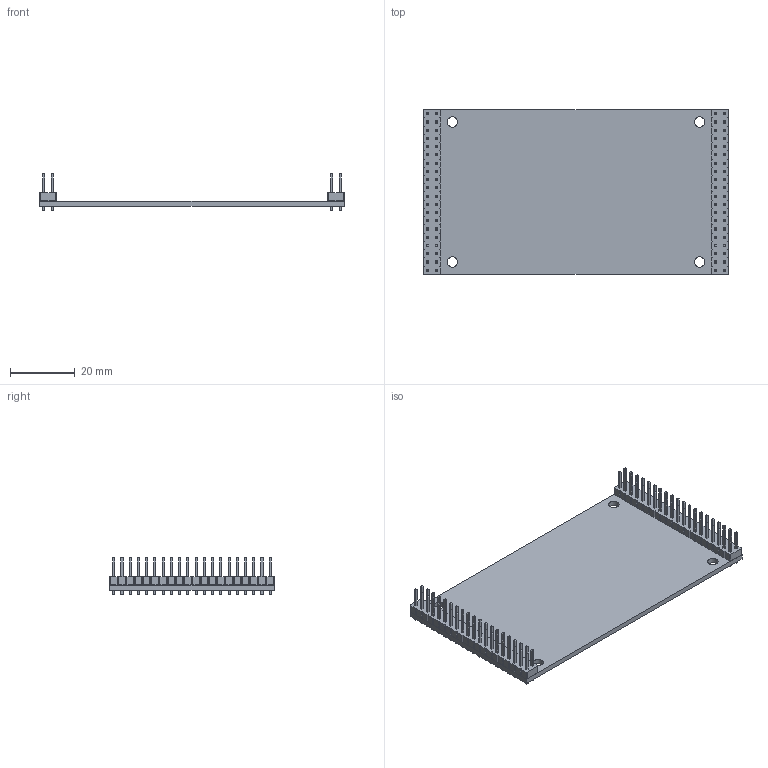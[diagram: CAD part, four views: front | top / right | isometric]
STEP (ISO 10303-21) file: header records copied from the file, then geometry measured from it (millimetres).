
FILE_DESCRIPTION(('KiCad electronic assembly'),'2;1');
FILE_NAME('ulx4m_bare.step','2020-01-13T19:47:44',('An Author'),( 'A Company'),'Open CASCADE STEP processor 6.9', 'KiCad to STEP converter','Unknown');
FILE_SCHEMA(('AUTOMOTIVE_DESIGN { 1 0 10303 214 1 1 1 1 }'));
Length unit declared in the file: millimetre
Products named in the file (4): Open CASCADE STEP translator 6.9 1; PinHeader_2x20_P2.54mm_Vertical; SOLID; COMPOUND
Assembly tree (4 placements, depth 3):
  Open CASCADE STEP translator 6.9 1
    PinHeader_2x20_P2.54mm_Vertical  x2
      SOLID
    COMPOUND
Bounding box: 93.98 x 50.8 x 11.54 mm (x, y, z)
Volume: 9071.8 mm3; surface area: 13715.8 mm2
Topology: 3 solids, 3 shells, 1778 faces, 4196 edges, 2584 vertices
Faces by surface type: plane 1694, cylinder 84
Full cylindrical faces by diameter (mm): 1.016 x80, 3.2 x4
Entity records: 61508 total; most frequent: CARTESIAN_POINT 9009, DIRECTION 8736, LINE 6354, VECTOR 6354, ORIENTED_EDGE 4460, PCURVE 4460, DEFINITIONAL_REPRESENTATION 4460, EDGE_CURVE 2230
